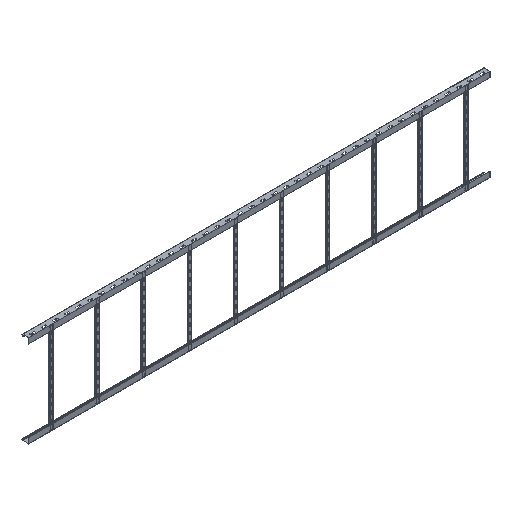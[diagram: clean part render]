
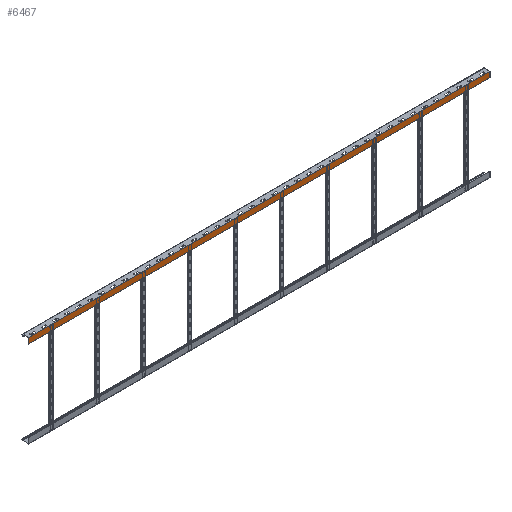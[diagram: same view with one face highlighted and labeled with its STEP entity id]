
A CAD part, isometric view. The second image highlights one B-rep face of the part: STEP entity #6467.
In plain terms, the highlighted planar face has unit normal (0, -1, 0).
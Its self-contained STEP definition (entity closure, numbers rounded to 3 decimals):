
#555 = VECTOR ( 'NONE', #13251, 1000. ) ;
#604 = ORIENTED_EDGE ( 'NONE', *, *, #13617, .F. ) ;
#1366 = VECTOR ( 'NONE', #11135, 1000. ) ;
#1370 = CARTESIAN_POINT ( 'NONE',  ( 2.25, 0., -1500. ) ) ;
#1496 = CARTESIAN_POINT ( 'NONE',  ( 36.5, 0., 1500. ) ) ;
#1737 = DIRECTION ( 'NONE',  ( -1., 0., 0. ) ) ;
#2780 = LINE ( 'NONE', #12610, #16347 ) ;
#3656 = VECTOR ( 'NONE', #7335, 1000. ) ;
#4050 = VERTEX_POINT ( 'NONE', #15872 ) ;
#4340 = CARTESIAN_POINT ( 'NONE',  ( 0., 0., -1500. ) ) ;
#4497 = VERTEX_POINT ( 'NONE', #7837 ) ;
#4855 = VERTEX_POINT ( 'NONE', #1370 ) ;
#5020 = LINE ( 'NONE', #16368, #1366 ) ;
#5511 = ORIENTED_EDGE ( 'NONE', *, *, #10319, .T. ) ;
#5540 = CARTESIAN_POINT ( 'NONE',  ( 2.25, 0., 1500. ) ) ;
#5872 = CARTESIAN_POINT ( 'NONE',  ( 36.5, 0., -1500. ) ) ;
#5906 = VERTEX_POINT ( 'NONE', #5540 ) ;
#5935 = EDGE_LOOP ( 'NONE', ( #11032, #604, #15025, #15462, #5511, #9185 ) ) ;
#6021 = VECTOR ( 'NONE', #10010, 1000. ) ;
#6467 = ADVANCED_FACE ( 'NONE', ( #10643 ), #14467, .T. ) ;
#7335 = DIRECTION ( 'NONE',  ( -1., 0., 0. ) ) ;
#7837 = CARTESIAN_POINT ( 'NONE',  ( 0., 0., 1500. ) ) ;
#8031 = VERTEX_POINT ( 'NONE', #4340 ) ;
#8660 = CARTESIAN_POINT ( 'NONE',  ( 36.5, 0., 1500. ) ) ;
#8705 = DIRECTION ( 'NONE',  ( -1., 0., 0. ) ) ;
#9185 = ORIENTED_EDGE ( 'NONE', *, *, #10033, .F. ) ;
#9274 = DIRECTION ( 'NONE',  ( 0., -1., 0. ) ) ;
#9313 = DIRECTION ( 'NONE',  ( 1., 0., 0. ) ) ;
#9466 = CARTESIAN_POINT ( 'NONE',  ( 36.5, 0., 1500. ) ) ;
#9958 = EDGE_CURVE ( 'NONE', #5906, #4497, #5020, .T. ) ;
#10010 = DIRECTION ( 'NONE',  ( 0., 0., -1. ) ) ;
#10033 = EDGE_CURVE ( 'NONE', #4855, #8031, #14097, .T. ) ;
#10084 = EDGE_CURVE ( 'NONE', #4050, #4855, #2780, .T. ) ;
#10319 = EDGE_CURVE ( 'NONE', #4497, #8031, #11386, .T. ) ;
#10643 = FACE_OUTER_BOUND ( 'NONE', #5935, .T. ) ;
#11032 = ORIENTED_EDGE ( 'NONE', *, *, #10084, .F. ) ;
#11135 = DIRECTION ( 'NONE',  ( -1., 0., 0. ) ) ;
#11386 = LINE ( 'NONE', #11921, #555 ) ;
#11921 = CARTESIAN_POINT ( 'NONE',  ( 0., 0., 1500. ) ) ;
#12235 = VERTEX_POINT ( 'NONE', #1496 ) ;
#12610 = CARTESIAN_POINT ( 'NONE',  ( 36.5, 0., -1500. ) ) ;
#13251 = DIRECTION ( 'NONE',  ( 0., 0., -1. ) ) ;
#13617 = EDGE_CURVE ( 'NONE', #12235, #4050, #13984, .T. ) ;
#13620 = EDGE_CURVE ( 'NONE', #12235, #5906, #16233, .T. ) ;
#13912 = CARTESIAN_POINT ( 'NONE',  ( 36.5, 0., 1500. ) ) ;
#13984 = LINE ( 'NONE', #13912, #6021 ) ;
#14097 = LINE ( 'NONE', #5872, #3656 ) ;
#14467 = PLANE ( 'NONE',  #16831 ) ;
#15025 = ORIENTED_EDGE ( 'NONE', *, *, #13620, .T. ) ;
#15462 = ORIENTED_EDGE ( 'NONE', *, *, #9958, .T. ) ;
#15871 = VECTOR ( 'NONE', #1737, 1000. ) ;
#15872 = CARTESIAN_POINT ( 'NONE',  ( 36.5, 0., -1500. ) ) ;
#16233 = LINE ( 'NONE', #8660, #15871 ) ;
#16347 = VECTOR ( 'NONE', #8705, 1000. ) ;
#16368 = CARTESIAN_POINT ( 'NONE',  ( 0., 0., 1500. ) ) ;
#16831 = AXIS2_PLACEMENT_3D ( 'NONE', #9466, #9274, #9313 ) ;
